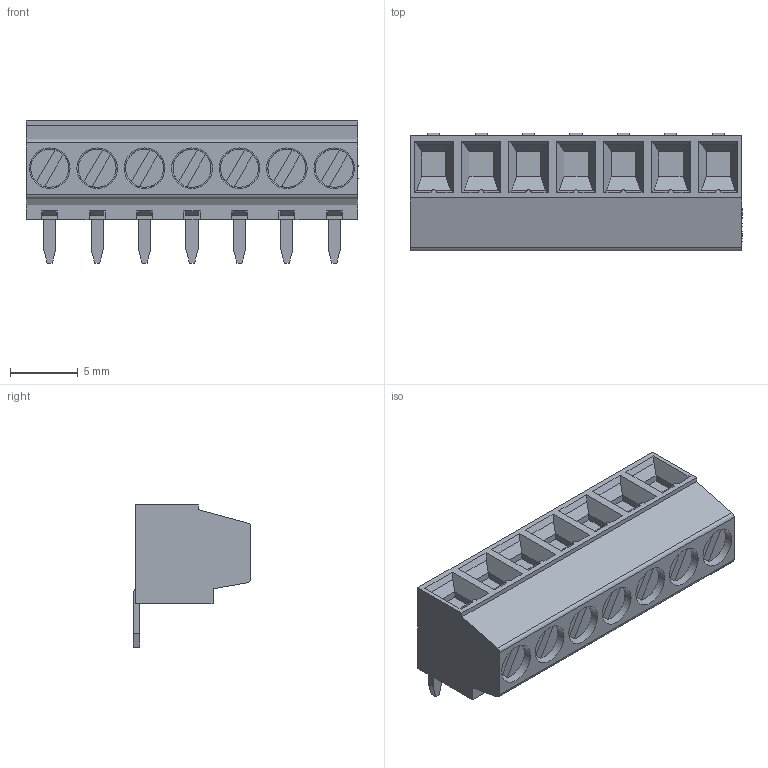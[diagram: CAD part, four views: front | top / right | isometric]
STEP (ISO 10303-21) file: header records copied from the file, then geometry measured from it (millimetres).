
FILE_DESCRIPTION(('STEP AP214'),'1');
FILE_NAME('MV137-3,5-H-L.stp','2021-03-15T15:25:49',(' '),(' '),'Spatial InterOp 3D',' ',' ');
FILE_SCHEMA(('automotive_design'));
Length unit declared in the file: metre
Products named in the file (1): 1
Bounding box: 24.5 x 8.7 x 10.5 mm (x, y, z)
Volume: 1217.8 mm3; surface area: 1279.6 mm2
Topology: 1 solids, 1 shells, 351 faces, 933 edges, 615 vertices
Faces by surface type: plane 288, cylinder 48, torus 7, cone 7, extrusion 1
Full cylindrical faces by diameter (mm): 2 x7, 2.1 x7, 2.8 x7, 3 x7
Entity records: 13235 total; most frequent: CARTESIAN_POINT 1894, ORIENTED_EDGE 1740, DIRECTION 1687, EDGE_CURVE 870, VECTOR 717, LINE 716, VERTEX_POINT 594, AXIS2_PLACEMENT_3D 485
